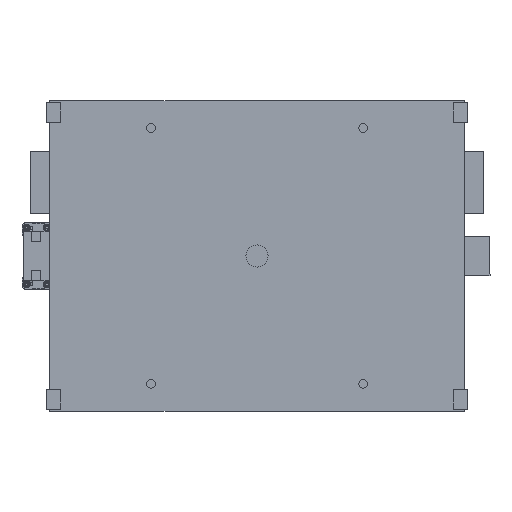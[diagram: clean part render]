
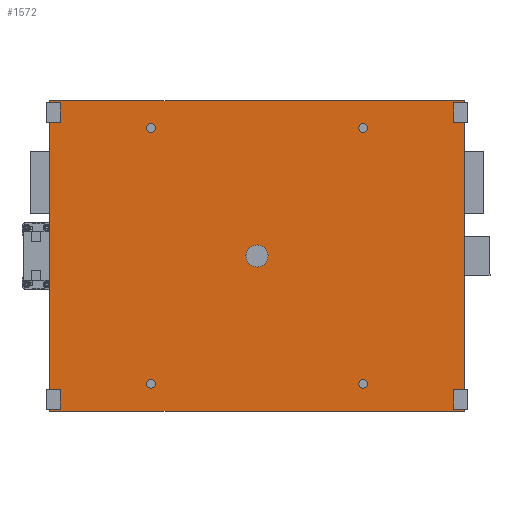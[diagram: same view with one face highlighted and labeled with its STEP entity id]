
A CAD part, top view. The second image highlights one B-rep face of the part: STEP entity #1572.
In plain terms, the highlighted face is planar.
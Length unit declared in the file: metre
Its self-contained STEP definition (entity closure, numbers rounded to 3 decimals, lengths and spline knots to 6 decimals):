
#1572=ADVANCED_FACE('',(#2714,#2715),#2716,.T.);
#2714=FACE_OUTER_BOUND('',#4232,.T.);
#2715=FACE_BOUND('',#4233,.T.);
#2716=PLANE('',#4234);
#4232=EDGE_LOOP('',(#7913,#7914,#7915,#7916));
#4233=EDGE_LOOP('',(#7917,#7918));
#4234=AXIS2_PLACEMENT_3D('',#7919,#7920,#7921);
#7913=ORIENTED_EDGE('',*,*,#10928,.F.);
#7914=ORIENTED_EDGE('',*,*,#10925,.F.);
#7915=ORIENTED_EDGE('',*,*,#10929,.F.);
#7916=ORIENTED_EDGE('',*,*,#10917,.F.);
#7917=ORIENTED_EDGE('',*,*,#10930,.F.);
#7918=ORIENTED_EDGE('',*,*,#10914,.F.);
#7919=CARTESIAN_POINT('',(0.417926,-0.14274,0.367));
#7920=DIRECTION('',(0.,0.0,-1.0));
#7921=DIRECTION('',(0.0,-1.0,0.0));
#10914=EDGE_CURVE('',#13239,#13242,#13243,.F.);
#10917=EDGE_CURVE('',#13247,#13248,#13249,.T.);
#10925=EDGE_CURVE('',#13261,#13262,#13263,.T.);
#10928=EDGE_CURVE('',#13262,#13247,#13266,.T.);
#10929=EDGE_CURVE('',#13248,#13261,#13267,.T.);
#10930=EDGE_CURVE('',#13242,#13239,#13268,.F.);
#13239=VERTEX_POINT('',#16660);
#13242=VERTEX_POINT('',#16664);
#13243=CIRCLE('',#16665,0.02);
#13247=VERTEX_POINT('',#16670);
#13248=VERTEX_POINT('',#16671);
#13249=LINE('',#16672,#16673);
#13261=VERTEX_POINT('',#16691);
#13262=VERTEX_POINT('',#16692);
#13263=LINE('',#16693,#16694);
#13266=LINE('',#16699,#16700);
#13267=LINE('',#16701,#16702);
#13268=CIRCLE('',#16703,0.02);
#16660=CARTESIAN_POINT('',(0.240926,-0.57774,0.367));
#16664=CARTESIAN_POINT('',(0.280926,-0.57774,0.367));
#16665=AXIS2_PLACEMENT_3D('',#20033,#20034,#20035);
#16670=CARTESIAN_POINT('',(0.660926,-0.87774,0.367));
#16671=CARTESIAN_POINT('',(0.660926,-0.27774,0.367));
#16672=CARTESIAN_POINT('',(0.660926,-0.36024,0.367));
#16673=VECTOR('',#20040,1.0);
#16691=CARTESIAN_POINT('',(-0.139074,-0.27774,0.367));
#16692=CARTESIAN_POINT('',(-0.139074,-0.87774,0.367));
#16693=CARTESIAN_POINT('',(-0.139074,-0.36024,0.367));
#16694=VECTOR('',#20050,1.0);
#16699=CARTESIAN_POINT('',(0.471926,-0.87774,0.367));
#16700=VECTOR('',#20053,1.0);
#16701=CARTESIAN_POINT('',(0.471926,-0.27774,0.367));
#16702=VECTOR('',#20054,1.0);
#16703=AXIS2_PLACEMENT_3D('',#20055,#20056,#20057);
#20033=CARTESIAN_POINT('',(0.260926,-0.57774,0.367));
#20034=DIRECTION('',(0.,0.0,1.0));
#20035=DIRECTION('',(-1.0,0.0,0.));
#20040=DIRECTION('',(-0.0,1.0,0.0));
#20050=DIRECTION('',(0.0,-1.0,-0.0));
#20053=DIRECTION('',(1.0,0.0,0.));
#20054=DIRECTION('',(-1.0,0.0,0.));
#20055=CARTESIAN_POINT('',(0.260926,-0.57774,0.367));
#20056=DIRECTION('',(0.,0.0,1.0));
#20057=DIRECTION('',(-1.0,0.0,0.));
